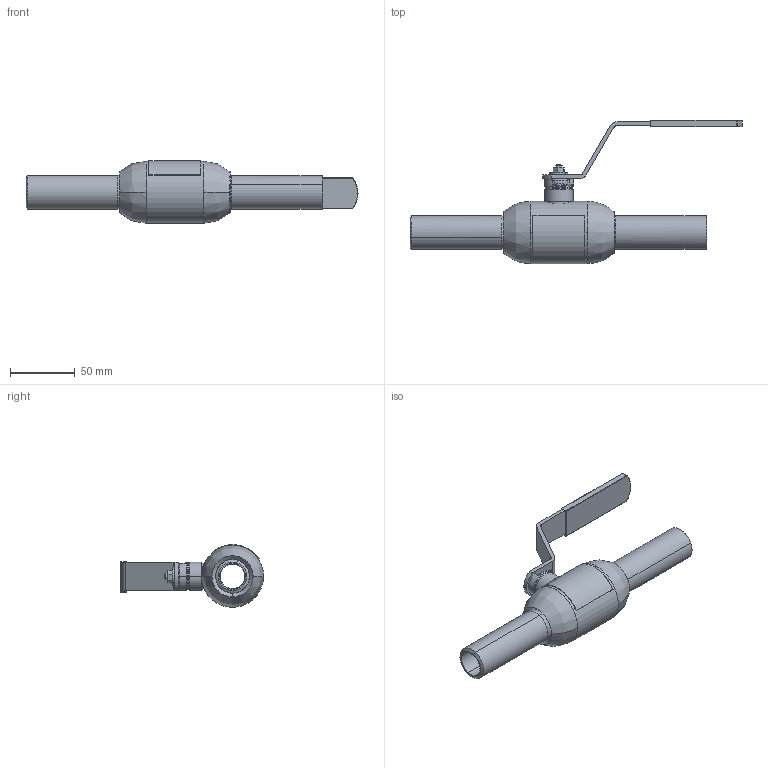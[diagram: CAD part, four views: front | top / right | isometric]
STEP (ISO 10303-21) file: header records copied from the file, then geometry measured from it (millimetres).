
FILE_DESCRIPTION((''),'2;1');
FILE_NAME('ÔÁ39 220 020 500.stp','2012-02-03T09:39:26',('Ãîíòàðåâ ÏÃ'),(''),'Autodesk Inventor 9','Autodesk Inventor 9','');
FILE_SCHEMA(('CONFIG_CONTROL_DESIGN'));
Length unit declared in the file: millimetre
Products named in the file (1): 埡39 220 020 500
Bounding box: 256.58 x 110.64 x 48.46 mm (x, y, z)
Volume: 114731.6 mm3; surface area: 71672.3 mm2
Topology: 1 solids, 5 shells, 350 faces, 859 edges, 526 vertices
Faces by surface type: cylinder 130, plane 102, cone 52, bspline 46, torus 12, sphere 8
Entity records: 11230 total; most frequent: CARTESIAN_POINT 2802, DIRECTION 1871, ORIENTED_EDGE 1698, EDGE_CURVE 849, AXIS2_PLACEMENT_3D 757, VERTEX_POINT 526, CIRCLE 444, EDGE_LOOP 391
